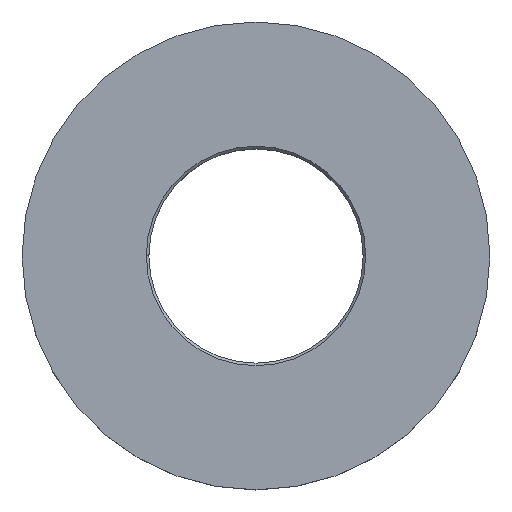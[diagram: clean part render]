
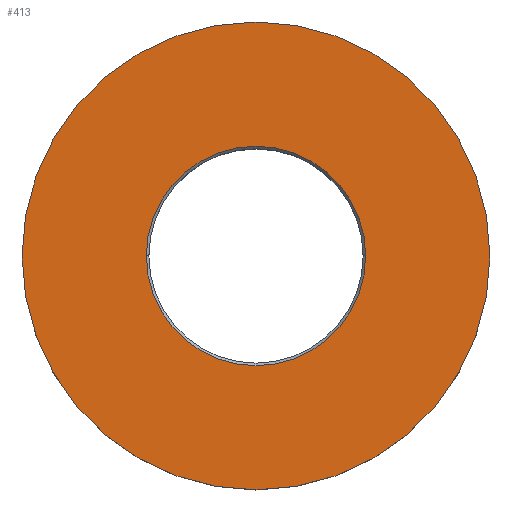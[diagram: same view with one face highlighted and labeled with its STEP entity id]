
A CAD part, top view. The second image highlights one B-rep face of the part: STEP entity #413.
In plain terms, the highlighted planar face has unit normal (0, 0, 1).
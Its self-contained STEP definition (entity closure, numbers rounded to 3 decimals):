
#5 = AXIS2_PLACEMENT_3D ( 'NONE', #26, #457, #411 ) ;
#6 = ORIENTED_EDGE ( 'NONE', *, *, #207, .T. ) ;
#19 = ORIENTED_EDGE ( 'NONE', *, *, #119, .T. ) ;
#26 = CARTESIAN_POINT ( 'NONE',  ( 0., 0., 0. ) ) ;
#62 = DIRECTION ( 'NONE',  ( 1., 0., 0. ) ) ;
#68 = CARTESIAN_POINT ( 'NONE',  ( 0., 0., 0. ) ) ;
#69 = AXIS2_PLACEMENT_3D ( 'NONE', #379, #466, #227 ) ;
#75 = DIRECTION ( 'NONE',  ( 0., 0., 1. ) ) ;
#76 = CIRCLE ( 'NONE', #478, 28. ) ;
#89 = DIRECTION ( 'NONE',  ( -1., 0., 0. ) ) ;
#98 = EDGE_CURVE ( 'NONE', #234, #382, #193, .T. ) ;
#119 = EDGE_CURVE ( 'NONE', #148, #337, #408, .T. ) ;
#148 = VERTEX_POINT ( 'NONE', #151 ) ;
#151 = CARTESIAN_POINT ( 'NONE',  ( 13.127, 0., 0. ) ) ;
#162 = DIRECTION ( 'NONE',  ( 0., 0., -1. ) ) ;
#183 = EDGE_LOOP ( 'NONE', ( #6, #285 ) ) ;
#184 = CARTESIAN_POINT ( 'NONE',  ( -28., 0., 0. ) ) ;
#193 = CIRCLE ( 'NONE', #404, 28. ) ;
#207 = EDGE_CURVE ( 'NONE', #382, #234, #76, .T. ) ;
#227 = DIRECTION ( 'NONE',  ( -1., 0., 0. ) ) ;
#234 = VERTEX_POINT ( 'NONE', #184 ) ;
#241 = CIRCLE ( 'NONE', #69, 13.127 ) ;
#266 = EDGE_LOOP ( 'NONE', ( #19, #501 ) ) ;
#285 = ORIENTED_EDGE ( 'NONE', *, *, #98, .T. ) ;
#299 = EDGE_CURVE ( 'NONE', #337, #148, #241, .T. ) ;
#302 = CARTESIAN_POINT ( 'NONE',  ( -13.127, 0., 0. ) ) ;
#311 = CARTESIAN_POINT ( 'NONE',  ( 28., 0., 0. ) ) ;
#337 = VERTEX_POINT ( 'NONE', #302 ) ;
#355 = FACE_OUTER_BOUND ( 'NONE', #183, .T. ) ;
#375 = DIRECTION ( 'NONE',  ( 0., 0., 1. ) ) ;
#379 = CARTESIAN_POINT ( 'NONE',  ( 0., 0., 0. ) ) ;
#381 = CARTESIAN_POINT ( 'NONE',  ( 0., 0., 0. ) ) ;
#382 = VERTEX_POINT ( 'NONE', #311 ) ;
#386 = PLANE ( 'NONE',  #470 ) ;
#404 = AXIS2_PLACEMENT_3D ( 'NONE', #68, #375, #62 ) ;
#408 = CIRCLE ( 'NONE', #5, 13.127 ) ;
#411 = DIRECTION ( 'NONE',  ( -1., 0., 0. ) ) ;
#413 = ADVANCED_FACE ( 'NONE', ( #477, #355 ), #386, .F. ) ;
#457 = DIRECTION ( 'NONE',  ( 0., 0., -1. ) ) ;
#466 = DIRECTION ( 'NONE',  ( 0., 0., -1. ) ) ;
#470 = AXIS2_PLACEMENT_3D ( 'NONE', #475, #162, #89 ) ;
#475 = CARTESIAN_POINT ( 'NONE',  ( 0., 28., 0. ) ) ;
#477 = FACE_BOUND ( 'NONE', #266, .T. ) ;
#478 = AXIS2_PLACEMENT_3D ( 'NONE', #381, #75, #498 ) ;
#498 = DIRECTION ( 'NONE',  ( 1., 0., 0. ) ) ;
#501 = ORIENTED_EDGE ( 'NONE', *, *, #299, .T. ) ;
